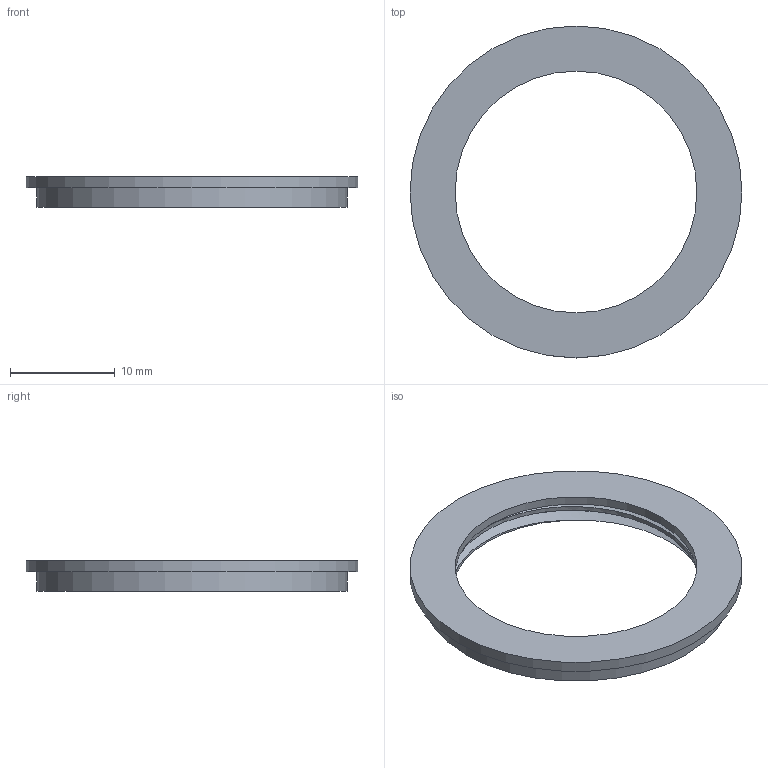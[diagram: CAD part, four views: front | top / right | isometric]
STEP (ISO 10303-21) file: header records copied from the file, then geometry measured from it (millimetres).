
FILE_DESCRIPTION(/* description */ (''),/* implementation_level */ '2;1');
FILE_NAME(/* name */ 'Tappo.step',/* time_stamp */ '2025-07-22T10:27:59+02:00',/* author */ (''),/* organization */ (''),/* preprocessor_version */ 'ST-DEVELOPER v20.1',/* originating_system */ 'Autodesk Translation Framework v14.10.0.0',/* authorisation */ '');
FILE_SCHEMA (('AUTOMOTIVE_DESIGN { 1 0 10303 214 3 1 1 }'));
Length unit declared in the file: millimetre
Products named in the file (1): Tappo
Bounding box: 31.72 x 31.72 x 2.94 mm (x, y, z)
Volume: 799.4 mm3; surface area: 1349.1 mm2
Topology: 1 solids, 1 shells, 14 faces, 30 edges, 20 vertices
Faces by surface type: cylinder 8, plane 4, bspline 2
Full cylindrical faces by diameter (mm): 23.1 x1, 25.419 x1, 29.618 x1, 31.718 x1
Entity records: 1253 total; most frequent: CARTESIAN_POINT 924, ORIENTED_EDGE 60, DIRECTION 52, EDGE_CURVE 30, AXIS2_PLACEMENT_3D 23, VERTEX_POINT 20, EDGE_LOOP 18, FACE_OUTER_BOUND 14
